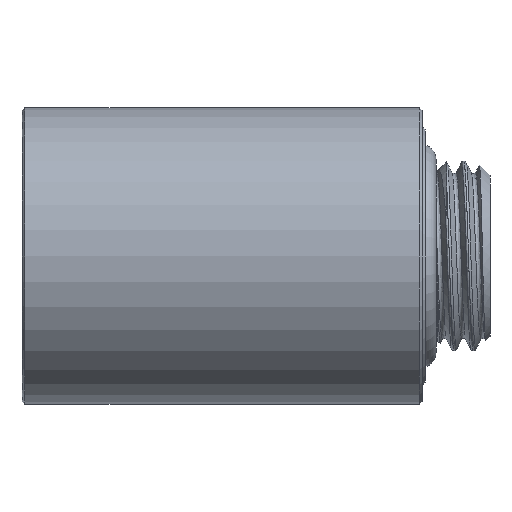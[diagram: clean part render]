
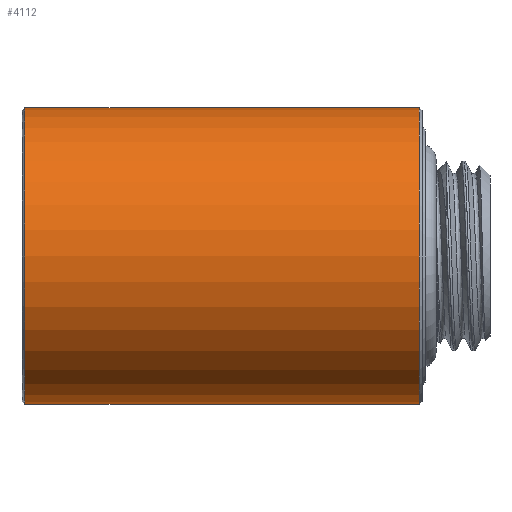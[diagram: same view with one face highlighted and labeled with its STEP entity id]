
A CAD part, left-side view. The second image highlights one B-rep face of the part: STEP entity #4112.
In plain terms, the highlighted cylindrical face has radius 10.3 mm (diameter 20.6 mm), a partial arc.
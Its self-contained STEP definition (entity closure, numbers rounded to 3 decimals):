
#517 = DIRECTION ( 'NONE',  ( 0., -1., 0. ) ) ;
#562 = CARTESIAN_POINT ( 'NONE',  ( 0., 0., 0. ) ) ;
#736 = DIRECTION ( 'NONE',  ( 0., 0., -1. ) ) ;
#923 = EDGE_CURVE ( 'NONE', #5115, #2185, #2435, .T. ) ;
#962 = CARTESIAN_POINT ( 'NONE',  ( 0., 0.4, -10.3 ) ) ;
#975 = ORIENTED_EDGE ( 'NONE', *, *, #923, .F. ) ;
#1019 = CYLINDRICAL_SURFACE ( 'NONE', #1203, 10.3 ) ;
#1150 = CARTESIAN_POINT ( 'NONE',  ( 0., 27.8, 10.3 ) ) ;
#1203 = AXIS2_PLACEMENT_3D ( 'NONE', #562, #4651, #3910 ) ;
#1274 = VECTOR ( 'NONE', #2186, 1000. ) ;
#1353 = CARTESIAN_POINT ( 'NONE',  ( 0., 27.8, -10.3 ) ) ;
#1373 = LINE ( 'NONE', #3025, #5010 ) ;
#1387 = CARTESIAN_POINT ( 'NONE',  ( 0., 0.4, 0. ) ) ;
#1740 = ORIENTED_EDGE ( 'NONE', *, *, #1741, .T. ) ;
#1741 = EDGE_CURVE ( 'NONE', #4365, #3326, #3236, .T. ) ;
#2185 = VERTEX_POINT ( 'NONE', #962 ) ;
#2186 = DIRECTION ( 'NONE',  ( 0., -1., 0. ) ) ;
#2210 = FACE_OUTER_BOUND ( 'NONE', #2541, .T. ) ;
#2239 = LINE ( 'NONE', #4263, #1274 ) ;
#2435 = CIRCLE ( 'NONE', #3300, 10.3 ) ;
#2541 = EDGE_LOOP ( 'NONE', ( #2893, #1740, #4898, #975 ) ) ;
#2893 = ORIENTED_EDGE ( 'NONE', *, *, #2945, .F. ) ;
#2945 = EDGE_CURVE ( 'NONE', #4365, #5115, #1373, .T. ) ;
#3025 = CARTESIAN_POINT ( 'NONE',  ( 0., 0., 10.3 ) ) ;
#3236 = CIRCLE ( 'NONE', #5173, 10.3 ) ;
#3300 = AXIS2_PLACEMENT_3D ( 'NONE', #1387, #3779, #4567 ) ;
#3326 = VERTEX_POINT ( 'NONE', #1353 ) ;
#3779 = DIRECTION ( 'NONE',  ( 0., -1., 0. ) ) ;
#3910 = DIRECTION ( 'NONE',  ( 0., 0., -1. ) ) ;
#4028 = CARTESIAN_POINT ( 'NONE',  ( 0., 27.8, 0. ) ) ;
#4112 = ADVANCED_FACE ( 'NONE', ( #2210 ), #1019, .T. ) ;
#4263 = CARTESIAN_POINT ( 'NONE',  ( 0., 0., -10.3 ) ) ;
#4365 = VERTEX_POINT ( 'NONE', #1150 ) ;
#4429 = DIRECTION ( 'NONE',  ( 0., -1., 0. ) ) ;
#4567 = DIRECTION ( 'NONE',  ( 0., 0., -1. ) ) ;
#4651 = DIRECTION ( 'NONE',  ( 0., -1., 0. ) ) ;
#4799 = CARTESIAN_POINT ( 'NONE',  ( 0., 0.4, 10.3 ) ) ;
#4898 = ORIENTED_EDGE ( 'NONE', *, *, #5206, .T. ) ;
#5010 = VECTOR ( 'NONE', #517, 1000. ) ;
#5115 = VERTEX_POINT ( 'NONE', #4799 ) ;
#5173 = AXIS2_PLACEMENT_3D ( 'NONE', #4028, #4429, #736 ) ;
#5206 = EDGE_CURVE ( 'NONE', #3326, #2185, #2239, .T. ) ;
